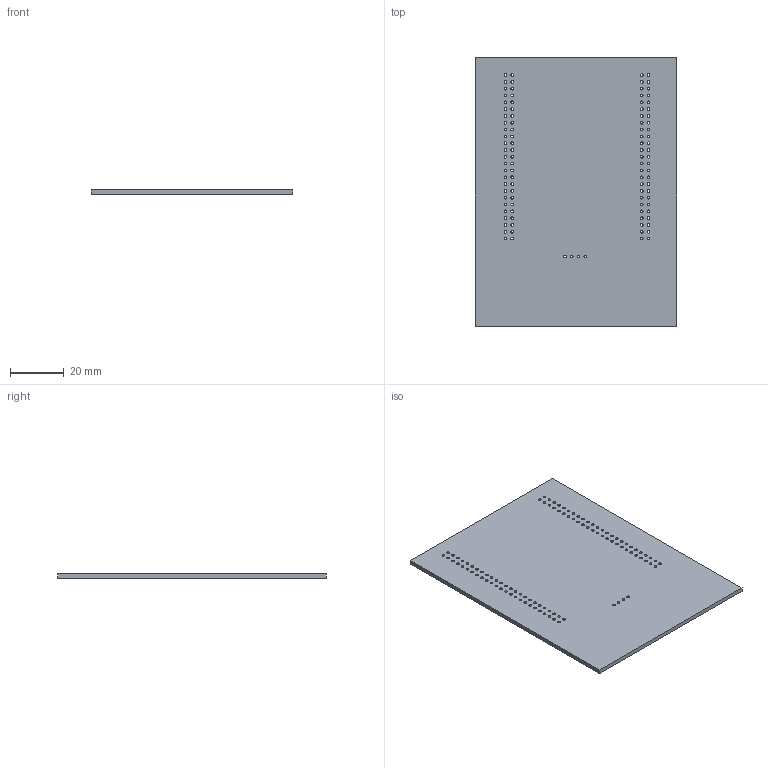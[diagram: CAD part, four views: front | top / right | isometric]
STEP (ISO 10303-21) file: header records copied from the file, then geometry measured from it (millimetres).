
FILE_DESCRIPTION(('KiCad electronic assembly'),'2;1');
FILE_NAME('Phase_D_STM32_v1.step','2023-06-01T06:10:51',('Pcbnew'),( 'Kicad'),'Open CASCADE STEP processor 7.6','KiCad to STEP converter' ,'Unknown');
FILE_SCHEMA(('AUTOMOTIVE_DESIGN { 1 0 10303 214 1 1 1 1 }'));
Length unit declared in the file: millimetre
Products named in the file (2): Phase_D_STM32_v1 1; PCB
Assembly tree (1 placements, depth 2):
  Phase_D_STM32_v1 1
    PCB
Bounding box: 75 x 100 x 1.6 mm (x, y, z)
Volume: 11869.3 mm3; surface area: 15919.4 mm2
Topology: 1 solids, 1 shells, 110 faces, 324 edges, 216 vertices
Faces by surface type: cylinder 104, plane 6
Full cylindrical faces by diameter (mm): 1 x104
Entity records: 9095 total; most frequent: CARTESIAN_POINT 2548, DIRECTION 1196, ORIENTED_EDGE 648, PCURVE 648, DEFINITIONAL_REPRESENTATION 648, LINE 556, VECTOR 556, EDGE_CURVE 324
